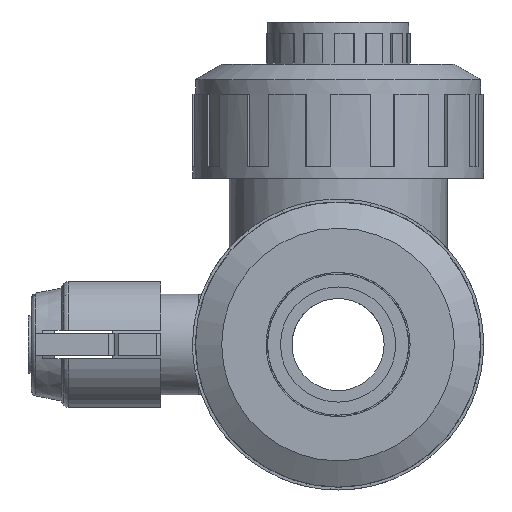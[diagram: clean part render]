
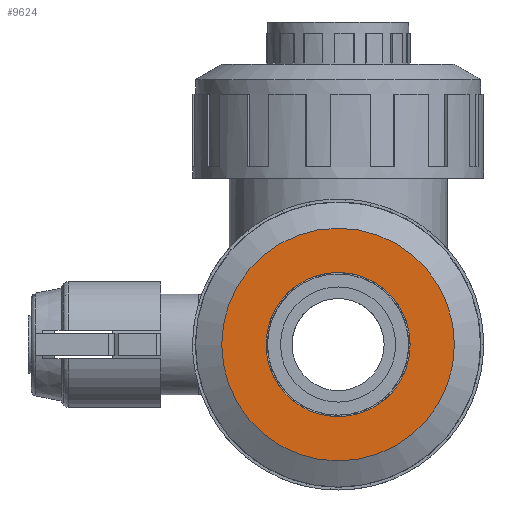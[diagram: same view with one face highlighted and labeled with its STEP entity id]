
A CAD part, left-side view. The second image highlights one B-rep face of the part: STEP entity #9624.
In plain terms, the highlighted planar face has unit normal (-1, 0, 0).
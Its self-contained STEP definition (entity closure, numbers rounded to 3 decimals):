
#55=FACE_BOUND('',#1829,.T.);
#296=CIRCLE('',#10099,25.);
#298=CIRCLE('',#10102,40.4);
#790=PLANE('',#10596);
#1298=FACE_OUTER_BOUND('',#1828,.T.);
#1828=EDGE_LOOP('',(#8441));
#1829=EDGE_LOOP('',(#8442));
#4378=VERTEX_POINT('',#15480);
#4380=VERTEX_POINT('',#15486);
#5391=EDGE_CURVE('',#4378,#4378,#296,.T.);
#5394=EDGE_CURVE('',#4380,#4380,#298,.T.);
#8441=ORIENTED_EDGE('',*,*,#5394,.T.);
#8442=ORIENTED_EDGE('',*,*,#5391,.F.);
#9624=ADVANCED_FACE('',(#1298,#55),#790,.T.);
#10099=AXIS2_PLACEMENT_3D('',#15482,#11563,#11564);
#10102=AXIS2_PLACEMENT_3D('',#15488,#11570,#11571);
#10596=AXIS2_PLACEMENT_3D('',#17034,#13041,#13042);
#11563=DIRECTION('center_axis',(-1.,0.,0.));
#11564=DIRECTION('ref_axis',(0.,1.,0.));
#11570=DIRECTION('center_axis',(-1.,0.,0.));
#11571=DIRECTION('ref_axis',(0.,1.,0.));
#13041=DIRECTION('center_axis',(-1.,0.,0.));
#13042=DIRECTION('ref_axis',(0.,1.,0.));
#15480=CARTESIAN_POINT('',(-97.27,-25.,0.));
#15482=CARTESIAN_POINT('Origin',(-97.27,0.,0.));
#15486=CARTESIAN_POINT('',(-97.27,-40.4,0.));
#15488=CARTESIAN_POINT('Origin',(-97.27,0.,0.));
#17034=CARTESIAN_POINT('Origin',(-97.27,32.7,0.));
